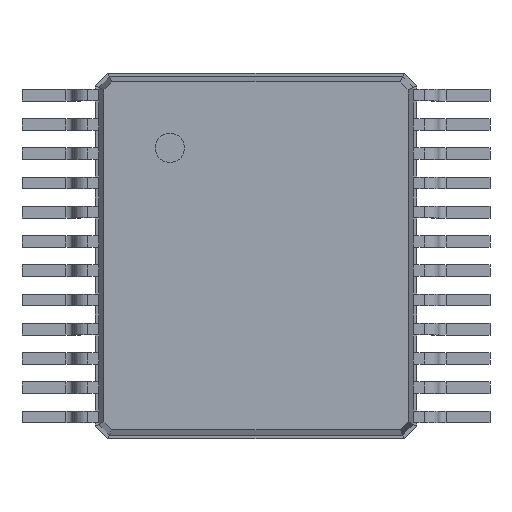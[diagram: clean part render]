
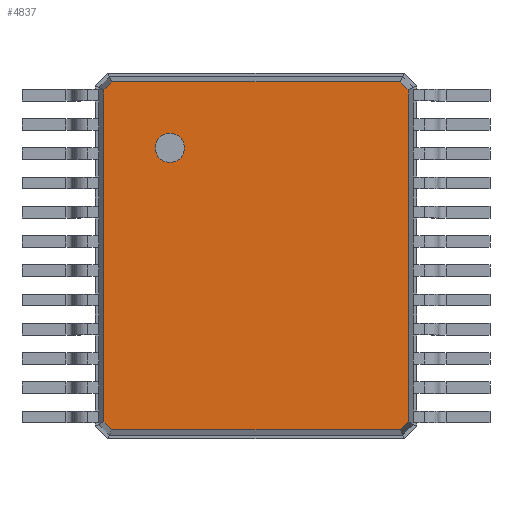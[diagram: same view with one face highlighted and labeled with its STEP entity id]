
A CAD part, top view. The second image highlights one B-rep face of the part: STEP entity #4837.
In plain terms, the highlighted planar face has unit normal (0, 0, 1).
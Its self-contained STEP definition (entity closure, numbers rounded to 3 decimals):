
#1736 = VERTEX_POINT('',#1737);
#1737 = CARTESIAN_POINT('',(2.079,-2.269,1.2));
#1742 = EDGE_CURVE('',#1743,#1736,#1745,.T.);
#1743 = VERTEX_POINT('',#1744);
#1744 = CARTESIAN_POINT('',(2.079,2.269,1.2));
#1745 = LINE('',#1746,#1747);
#1746 = CARTESIAN_POINT('',(2.079,2.269,1.2));
#1747 = VECTOR('',#1748,1.);
#1748 = DIRECTION('',(0.,-1.,0.));
#4820 = VERTEX_POINT('',#4821);
#4821 = CARTESIAN_POINT('',(1.969,-2.379,1.2));
#4826 = EDGE_CURVE('',#1736,#4820,#4827,.T.);
#4827 = LINE('',#4828,#4829);
#4828 = CARTESIAN_POINT('',(2.079,-2.269,1.2));
#4829 = VECTOR('',#4830,1.);
#4830 = DIRECTION('',(-0.707,-0.707,0.));
#4837 = ADVANCED_FACE('',(#4838,#4888),#4899,.T.);
#4838 = FACE_BOUND('',#4839,.T.);
#4839 = EDGE_LOOP('',(#4840,#4850,#4858,#4866,#4874,#4880,#4881,#4882));
#4840 = ORIENTED_EDGE('',*,*,#4841,.F.);
#4841 = EDGE_CURVE('',#4842,#4844,#4846,.T.);
#4842 = VERTEX_POINT('',#4843);
#4843 = CARTESIAN_POINT('',(-1.969,2.379,1.2));
#4844 = VERTEX_POINT('',#4845);
#4845 = CARTESIAN_POINT('',(1.969,2.379,1.2));
#4846 = LINE('',#4847,#4848);
#4847 = CARTESIAN_POINT('',(-1.969,2.379,1.2));
#4848 = VECTOR('',#4849,1.);
#4849 = DIRECTION('',(1.,0.,0.));
#4850 = ORIENTED_EDGE('',*,*,#4851,.F.);
#4851 = EDGE_CURVE('',#4852,#4842,#4854,.T.);
#4852 = VERTEX_POINT('',#4853);
#4853 = CARTESIAN_POINT('',(-2.079,2.269,1.2));
#4854 = LINE('',#4855,#4856);
#4855 = CARTESIAN_POINT('',(-2.079,2.269,1.2));
#4856 = VECTOR('',#4857,1.);
#4857 = DIRECTION('',(0.707,0.707,0.));
#4858 = ORIENTED_EDGE('',*,*,#4859,.F.);
#4859 = EDGE_CURVE('',#4860,#4852,#4862,.T.);
#4860 = VERTEX_POINT('',#4861);
#4861 = CARTESIAN_POINT('',(-2.079,-2.269,1.2));
#4862 = LINE('',#4863,#4864);
#4863 = CARTESIAN_POINT('',(-2.079,-2.269,1.2));
#4864 = VECTOR('',#4865,1.);
#4865 = DIRECTION('',(0.,1.,0.));
#4866 = ORIENTED_EDGE('',*,*,#4867,.F.);
#4867 = EDGE_CURVE('',#4868,#4860,#4870,.T.);
#4868 = VERTEX_POINT('',#4869);
#4869 = CARTESIAN_POINT('',(-1.969,-2.379,1.2));
#4870 = LINE('',#4871,#4872);
#4871 = CARTESIAN_POINT('',(-1.969,-2.379,1.2));
#4872 = VECTOR('',#4873,1.);
#4873 = DIRECTION('',(-0.707,0.707,0.));
#4874 = ORIENTED_EDGE('',*,*,#4875,.F.);
#4875 = EDGE_CURVE('',#4820,#4868,#4876,.T.);
#4876 = LINE('',#4877,#4878);
#4877 = CARTESIAN_POINT('',(1.969,-2.379,1.2));
#4878 = VECTOR('',#4879,1.);
#4879 = DIRECTION('',(-1.,0.,0.));
#4880 = ORIENTED_EDGE('',*,*,#4826,.F.);
#4881 = ORIENTED_EDGE('',*,*,#1742,.F.);
#4882 = ORIENTED_EDGE('',*,*,#4883,.F.);
#4883 = EDGE_CURVE('',#4844,#1743,#4884,.T.);
#4884 = LINE('',#4885,#4886);
#4885 = CARTESIAN_POINT('',(1.969,2.379,1.2));
#4886 = VECTOR('',#4887,1.);
#4887 = DIRECTION('',(0.707,-0.707,0.));
#4888 = FACE_BOUND('',#4889,.T.);
#4889 = EDGE_LOOP('',(#4890));
#4890 = ORIENTED_EDGE('',*,*,#4891,.F.);
#4891 = EDGE_CURVE('',#4892,#4892,#4894,.T.);
#4892 = VERTEX_POINT('',#4893);
#4893 = CARTESIAN_POINT('',(-1.179,1.279,1.2));
#4894 = CIRCLE('',#4895,0.2);
#4895 = AXIS2_PLACEMENT_3D('',#4896,#4897,#4898);
#4896 = CARTESIAN_POINT('',(-1.179,1.479,1.2));
#4897 = DIRECTION('',(0.,0.,1.));
#4898 = DIRECTION('',(0.,-1.,0.));
#4899 = PLANE('',#4900);
#4900 = AXIS2_PLACEMENT_3D('',#4901,#4902,#4903);
#4901 = CARTESIAN_POINT('',(-1.969,2.379,1.2));
#4902 = DIRECTION('',(0.,0.,1.));
#4903 = DIRECTION('',(0.638,-0.77,0.));
